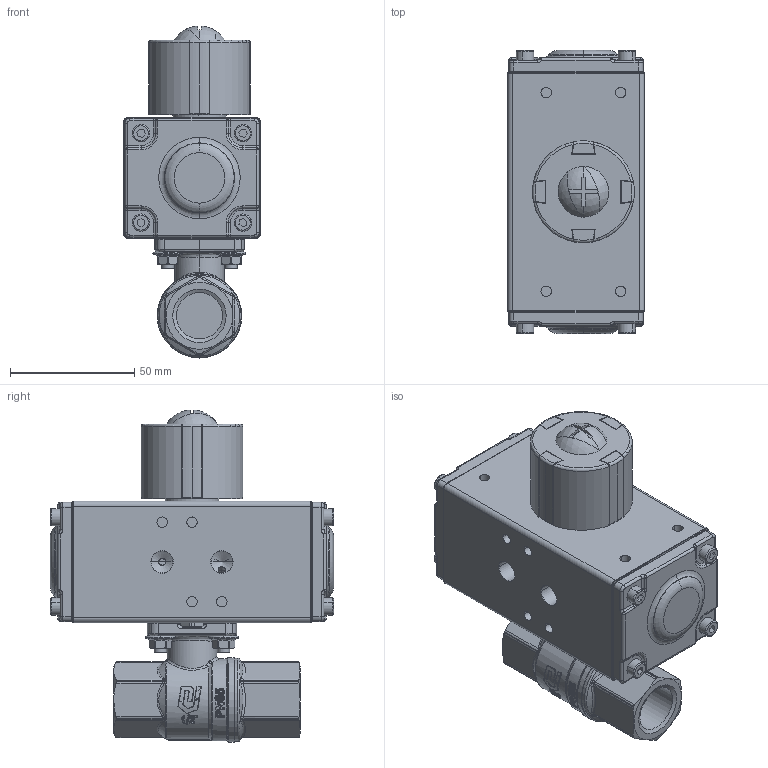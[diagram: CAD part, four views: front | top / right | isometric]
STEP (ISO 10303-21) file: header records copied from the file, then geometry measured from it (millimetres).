
FILE_DESCRIPTION(('HOOPS Exchange Step'),'2;1');
FILE_NAME('PK0100_DN15.stp','2025-03-25T09:02:15+01:00',('nieru'),('Unknown organisation'),'HOOPS Exchange 2024.2','HOOPS Exchange','Unknown authorisation');
FILE_SCHEMA( ('AP203_CONFIGURATION_CONTROLLED_3D_DESIGN_OF_MECHANICAL_PARTS_AND_ASSEMBLIES_MIM_LF') );
Length unit declared in the file: millimetre
Products named in the file (5): 0; root
Assembly tree (4 placements, depth 3):
  root
    0
      0
      0
      0
Bounding box: 55 x 114 x 133.65 mm (x, y, z)
Volume: 283854 mm3; surface area: 86981.7 mm2
Topology: 28 solids, 28 shells, 2444 faces, 5861 edges, 3457 vertices
Faces by surface type: bspline 1127, cylinder 536, plane 458, torus 203, cone 74, sphere 46
Full cylindrical faces by diameter (mm): 4.5 x8, 5 x8, 18.631 x2
Entity records: 160352 total; most frequent: CARTESIAN_POINT 110436, ORIENTED_EDGE 11568, DIRECTION 8095, EDGE_CURVE 5784, VERTEX_POINT 3457, AXIS2_PLACEMENT_3D 3243, EDGE_LOOP 2557, FACE_BOUND 2557
